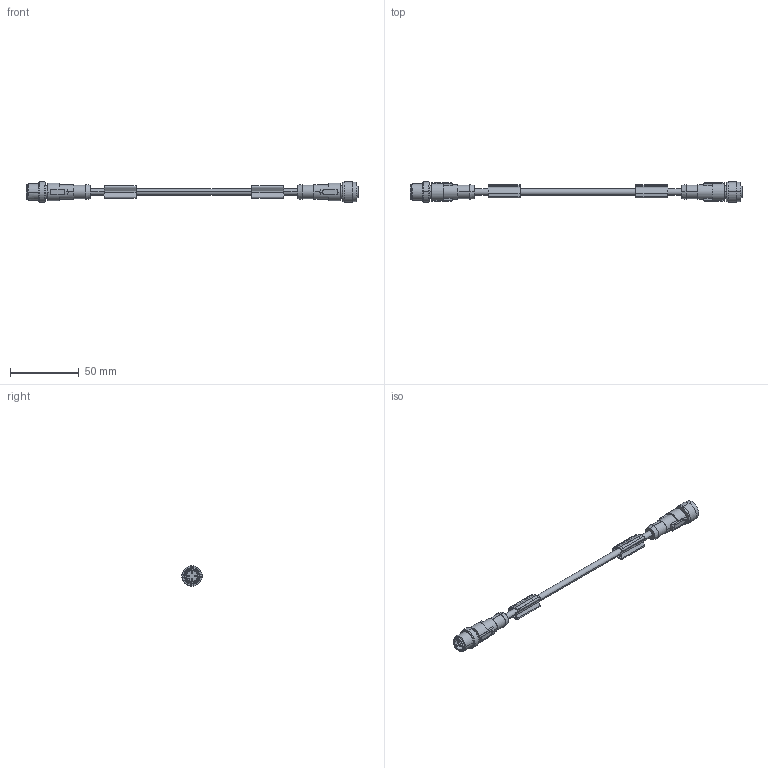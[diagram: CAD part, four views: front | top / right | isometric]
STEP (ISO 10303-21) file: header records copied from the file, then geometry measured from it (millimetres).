
FILE_DESCRIPTION(('SolidDesigner STEP Export'),'2;1');
FILE_NAME('1668386.stp','2008-06-13T12:49:26',(''),(''),'OneSpace Designer STEP processor for AP214 (Solid Model)','OneSpace Designer 14.50 18-Oct-2006 (C) CoCreate Software GmbH','');
FILE_SCHEMA(('AUTOMOTIVE_DESIGN { 1 0 10303 214 1 1 1 1 }'));
Length unit declared in the file: millimetre
Products named in the file (2): 1668386
Assembly tree (1 placements, depth 2):
  1668386
    1668386
Bounding box: 240.8 x 14.8 x 14.8 mm (x, y, z)
Volume: 12777.8 mm3; surface area: 10447.8 mm2
Topology: 1 solids, 1 shells, 372 faces, 1003 edges, 664 vertices
Faces by surface type: cylinder 161, plane 126, cone 49, extrusion 36
Entity records: 15855 total; most frequent: CARTESIAN_POINT 4375, ORIENTED_EDGE 2006, DIRECTION 1468, EDGE_CURVE 1003, VERTEX_POINT 664, VECTOR 498, AXIS2_PLACEMENT_3D 485, LINE 462
